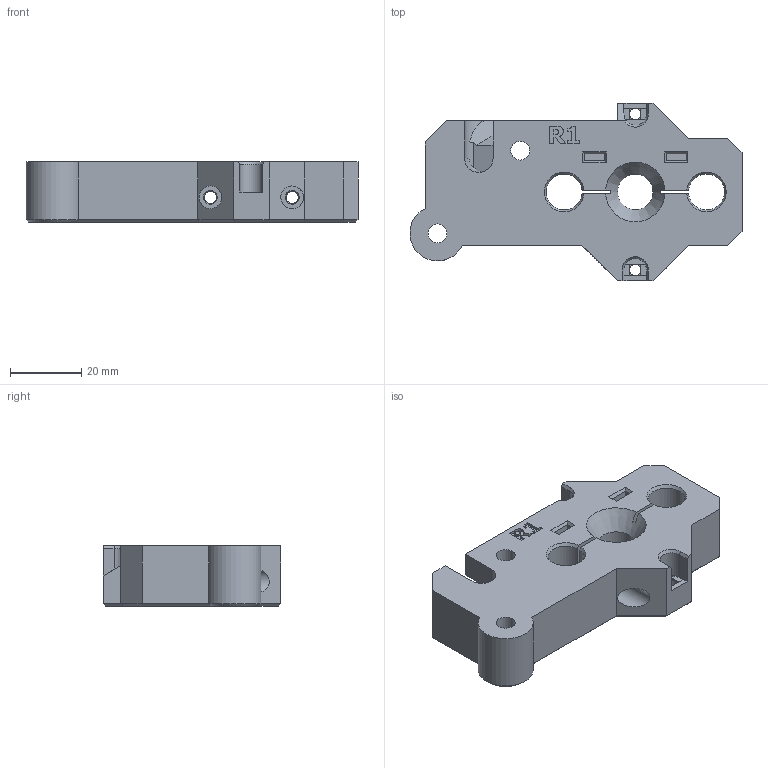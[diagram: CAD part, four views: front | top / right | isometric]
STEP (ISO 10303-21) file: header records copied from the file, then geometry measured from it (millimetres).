
FILE_DESCRIPTION(/* description */ (''),/* implementation_level */ '2;1');
FILE_NAME(/* name */ 'MINI-z-top.stp',/* time_stamp */ '2019',/* author */ ('Robert Turinsky'),/* organization */ (''),/* preprocessor_version */ 'ST-DEVELOPER v17.2',/* originating_system */ 'Autodesk Inventor 2019',/* authorisation */ '');
FILE_SCHEMA (('AUTOMOTIVE_DESIGN { 1 0 10303 214 3 1 1 }'));
Length unit declared in the file: millimetre
Products named in the file (1): z-top_mirrored
Bounding box: 93.35 x 50 x 17 mm (x, y, z)
Volume: 45548.3 mm3; surface area: 15130.4 mm2
Topology: 1 solids, 1 shells, 184 faces, 495 edges, 317 vertices
Faces by surface type: plane 135, cylinder 27, cone 12, bspline 10
Full cylindrical faces by diameter (mm): 3.2 x2, 3.4 x6, 5.3 x2, 6.4 x2, 10 x3
Entity records: 5959 total; most frequent: CARTESIAN_POINT 1204, ORIENTED_EDGE 990, DIRECTION 897, EDGE_CURVE 495, LINE 373, VECTOR 373, VERTEX_POINT 317, AXIS2_PLACEMENT_3D 262
